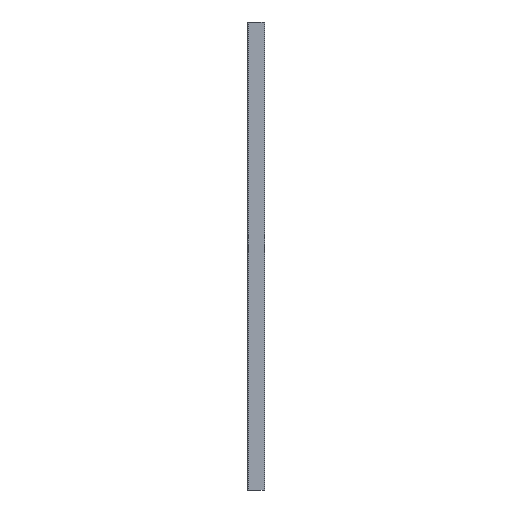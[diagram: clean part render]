
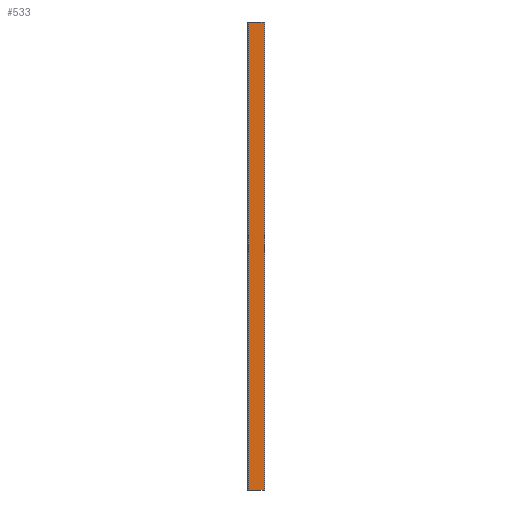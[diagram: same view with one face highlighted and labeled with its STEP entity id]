
A CAD part, left-side view. The second image highlights one B-rep face of the part: STEP entity #533.
In plain terms, the highlighted planar face has unit normal (-1, 0, 0).
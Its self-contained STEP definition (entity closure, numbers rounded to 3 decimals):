
#2 = LINE ( 'NONE', #1313, #1253 ) ;
#50 = DIRECTION ( 'NONE',  ( -1., 0., 0. ) ) ;
#160 = ORIENTED_EDGE ( 'NONE', *, *, #1414, .T. ) ;
#165 = ORIENTED_EDGE ( 'NONE', *, *, #784, .F. ) ;
#274 = FACE_OUTER_BOUND ( 'NONE', #1510, .T. ) ;
#292 = LINE ( 'NONE', #630, #1224 ) ;
#327 = VERTEX_POINT ( 'NONE', #438 ) ;
#375 = CARTESIAN_POINT ( 'NONE',  ( -27., 1., 3000. ) ) ;
#433 = VECTOR ( 'NONE', #1205, 1000. ) ;
#437 = LINE ( 'NONE', #1079, #433 ) ;
#438 = CARTESIAN_POINT ( 'NONE',  ( -27., 1., 0. ) ) ;
#492 = DIRECTION ( 'NONE',  ( 0., 1., 0. ) ) ;
#533 = ADVANCED_FACE ( 'NONE', ( #274 ), #1364, .T. ) ;
#563 = DIRECTION ( 'NONE',  ( 0., 0., -1. ) ) ;
#630 = CARTESIAN_POINT ( 'NONE',  ( -27., 102., 3000. ) ) ;
#777 = CARTESIAN_POINT ( 'NONE',  ( -27., 102., 0. ) ) ;
#784 = EDGE_CURVE ( 'NONE', #1254, #327, #437, .T. ) ;
#864 = ORIENTED_EDGE ( 'NONE', *, *, #1341, .T. ) ;
#890 = CARTESIAN_POINT ( 'NONE',  ( -27., 0., 3000. ) ) ;
#903 = VECTOR ( 'NONE', #1488, 1000. ) ;
#1079 = CARTESIAN_POINT ( 'NONE',  ( -27., 1., 3000. ) ) ;
#1088 = VERTEX_POINT ( 'NONE', #1316 ) ;
#1205 = DIRECTION ( 'NONE',  ( 0., 0., -1. ) ) ;
#1224 = VECTOR ( 'NONE', #563, 1000. ) ;
#1253 = VECTOR ( 'NONE', #492, 1000. ) ;
#1254 = VERTEX_POINT ( 'NONE', #375 ) ;
#1313 = CARTESIAN_POINT ( 'NONE',  ( -27., 0., 3000. ) ) ;
#1316 = CARTESIAN_POINT ( 'NONE',  ( -27., 102., 3000. ) ) ;
#1341 = EDGE_CURVE ( 'NONE', #1088, #1599, #292, .T. ) ;
#1364 = PLANE ( 'NONE',  #1583 ) ;
#1370 = DIRECTION ( 'NONE',  ( 0., 0., 1. ) ) ;
#1414 = EDGE_CURVE ( 'NONE', #1254, #1088, #2, .T. ) ;
#1448 = EDGE_CURVE ( 'NONE', #327, #1599, #1611, .T. ) ;
#1488 = DIRECTION ( 'NONE',  ( 0., 1., 0. ) ) ;
#1510 = EDGE_LOOP ( 'NONE', ( #1595, #165, #160, #864 ) ) ;
#1583 = AXIS2_PLACEMENT_3D ( 'NONE', #890, #50, #1370 ) ;
#1595 = ORIENTED_EDGE ( 'NONE', *, *, #1448, .F. ) ;
#1599 = VERTEX_POINT ( 'NONE', #777 ) ;
#1611 = LINE ( 'NONE', #1661, #903 ) ;
#1661 = CARTESIAN_POINT ( 'NONE',  ( -27., 0., 0. ) ) ;
